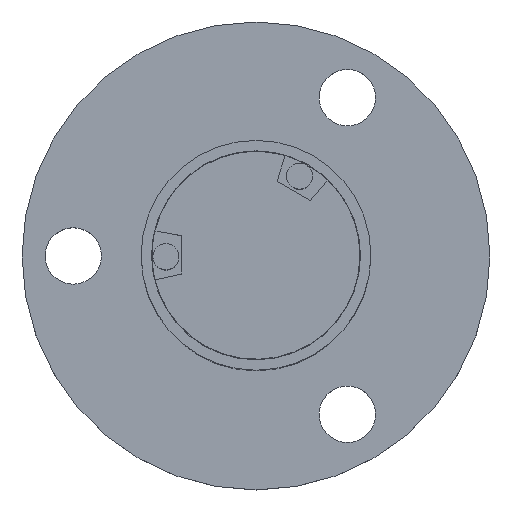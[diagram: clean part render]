
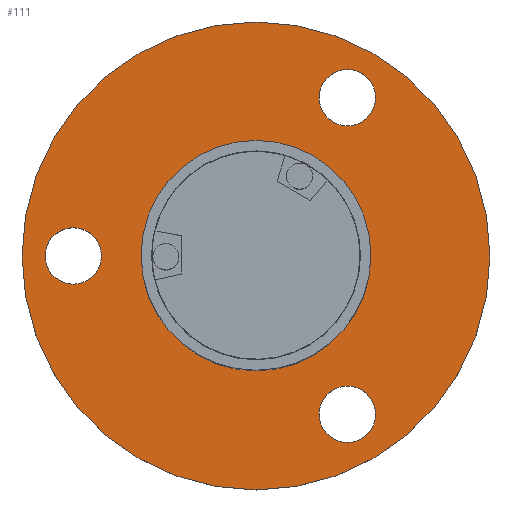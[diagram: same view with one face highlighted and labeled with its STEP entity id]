
A CAD part, top view. The second image highlights one B-rep face of the part: STEP entity #111.
In plain terms, the highlighted planar face has unit normal (0, 0, 1).
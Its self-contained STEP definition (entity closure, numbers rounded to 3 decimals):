
#48=FACE_BOUND('',#236,.T.);
#49=FACE_BOUND('',#237,.T.);
#50=FACE_BOUND('',#238,.T.);
#51=FACE_BOUND('',#239,.T.);
#52=FACE_BOUND('',#240,.T.);
#73=PLANE('',#930);
#111=ADVANCED_FACE('',(#48,#49,#50,#51,#52),#73,.F.);
#236=EDGE_LOOP('',(#480,#481));
#237=EDGE_LOOP('',(#482,#483));
#238=EDGE_LOOP('',(#484,#485));
#239=EDGE_LOOP('',(#486,#487));
#240=EDGE_LOOP('',(#488,#489));
#480=ORIENTED_EDGE('',*,*,#726,.F.);
#481=ORIENTED_EDGE('',*,*,#771,.F.);
#482=ORIENTED_EDGE('',*,*,#730,.F.);
#483=ORIENTED_EDGE('',*,*,#772,.F.);
#484=ORIENTED_EDGE('',*,*,#734,.F.);
#485=ORIENTED_EDGE('',*,*,#773,.F.);
#486=ORIENTED_EDGE('',*,*,#740,.T.);
#487=ORIENTED_EDGE('',*,*,#774,.T.);
#488=ORIENTED_EDGE('',*,*,#742,.F.);
#489=ORIENTED_EDGE('',*,*,#769,.F.);
#650=VERTEX_POINT('',#1355);
#651=VERTEX_POINT('',#1356);
#654=VERTEX_POINT('',#1364);
#655=VERTEX_POINT('',#1365);
#658=VERTEX_POINT('',#1373);
#659=VERTEX_POINT('',#1374);
#664=VERTEX_POINT('',#1385);
#665=VERTEX_POINT('',#1387);
#666=VERTEX_POINT('',#1391);
#667=VERTEX_POINT('',#1392);
#726=EDGE_CURVE('',#650,#651,#819,.T.);
#730=EDGE_CURVE('',#654,#655,#821,.T.);
#734=EDGE_CURVE('',#658,#659,#823,.T.);
#740=EDGE_CURVE('',#665,#664,#826,.T.);
#742=EDGE_CURVE('',#666,#667,#827,.T.);
#769=EDGE_CURVE('',#667,#666,#838,.T.);
#771=EDGE_CURVE('',#651,#650,#840,.T.);
#772=EDGE_CURVE('',#655,#654,#841,.T.);
#773=EDGE_CURVE('',#659,#658,#842,.T.);
#774=EDGE_CURVE('',#664,#665,#843,.T.);
#819=CIRCLE('',#893,2.7);
#821=CIRCLE('',#896,2.7);
#823=CIRCLE('',#899,2.7);
#826=CIRCLE('',#903,11.);
#827=CIRCLE('',#905,22.4);
#838=CIRCLE('',#923,22.4);
#840=CIRCLE('',#926,2.7);
#841=CIRCLE('',#927,2.7);
#842=CIRCLE('',#928,2.7);
#843=CIRCLE('',#929,11.);
#893=AXIS2_PLACEMENT_3D('',#1354,#1061,#1062);
#896=AXIS2_PLACEMENT_3D('',#1363,#1069,#1070);
#899=AXIS2_PLACEMENT_3D('',#1372,#1077,#1078);
#903=AXIS2_PLACEMENT_3D('',#1386,#1088,#1089);
#905=AXIS2_PLACEMENT_3D('',#1390,#1093,#1094);
#923=AXIS2_PLACEMENT_3D('',#1442,#1145,#1146);
#926=AXIS2_PLACEMENT_3D('',#1445,#1151,#1152);
#927=AXIS2_PLACEMENT_3D('',#1446,#1153,#1154);
#928=AXIS2_PLACEMENT_3D('',#1447,#1155,#1156);
#929=AXIS2_PLACEMENT_3D('',#1448,#1157,#1158);
#930=AXIS2_PLACEMENT_3D('',#1449,#1159,#1160);
#1061=DIRECTION('',(0.,0.,1.));
#1062=DIRECTION('',(-1.,0.,0.));
#1069=DIRECTION('',(0.,0.,1.));
#1070=DIRECTION('',(-1.,0.,0.));
#1077=DIRECTION('',(0.,0.,1.));
#1078=DIRECTION('',(-1.,0.,0.));
#1088=DIRECTION('',(0.,0.,-1.));
#1089=DIRECTION('',(-1.,0.,0.));
#1093=DIRECTION('',(0.,0.,-1.));
#1094=DIRECTION('',(-1.,0.,0.));
#1145=DIRECTION('',(0.,0.,-1.));
#1146=DIRECTION('',(-1.,0.,0.));
#1151=DIRECTION('',(0.,0.,1.));
#1152=DIRECTION('',(-1.,0.,0.));
#1153=DIRECTION('',(0.,0.,1.));
#1154=DIRECTION('',(-1.,0.,0.));
#1155=DIRECTION('',(0.,0.,1.));
#1156=DIRECTION('',(-1.,0.,0.));
#1157=DIRECTION('',(0.,0.,-1.));
#1158=DIRECTION('',(-1.,0.,0.));
#1159=DIRECTION('',(0.,0.,-1.));
#1160=DIRECTION('',(1.,0.,0.));
#1354=CARTESIAN_POINT('',(8.75,15.155,17.));
#1355=CARTESIAN_POINT('',(6.05,15.155,17.));
#1356=CARTESIAN_POINT('',(11.45,15.155,17.));
#1363=CARTESIAN_POINT('',(8.75,-15.155,17.));
#1364=CARTESIAN_POINT('',(6.05,-15.155,17.));
#1365=CARTESIAN_POINT('',(11.45,-15.155,17.));
#1372=CARTESIAN_POINT('',(-17.5,0.,17.));
#1373=CARTESIAN_POINT('',(-20.2,0.,17.));
#1374=CARTESIAN_POINT('',(-14.8,0.,17.));
#1385=CARTESIAN_POINT('',(11.,0.,17.));
#1386=CARTESIAN_POINT('',(0.,0.,17.));
#1387=CARTESIAN_POINT('',(-11.,0.,17.));
#1390=CARTESIAN_POINT('',(0.,0.,17.));
#1391=CARTESIAN_POINT('',(-22.4,0.,17.));
#1392=CARTESIAN_POINT('',(22.4,0.,17.));
#1442=CARTESIAN_POINT('',(0.,0.,17.));
#1445=CARTESIAN_POINT('',(8.75,15.155,17.));
#1446=CARTESIAN_POINT('',(8.75,-15.155,17.));
#1447=CARTESIAN_POINT('',(-17.5,0.,17.));
#1448=CARTESIAN_POINT('',(0.,0.,17.));
#1449=CARTESIAN_POINT('',(0.,0.,17.));
